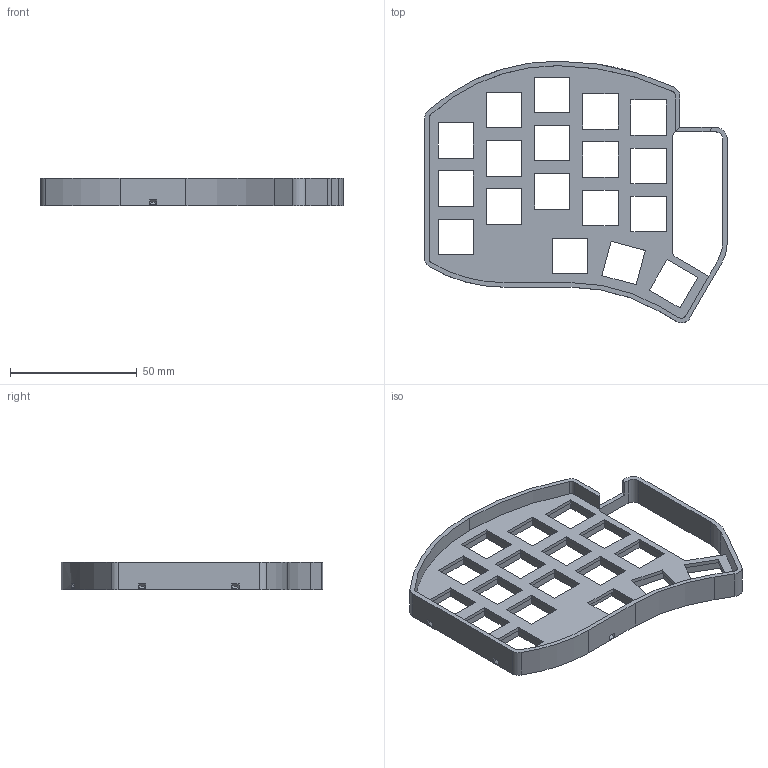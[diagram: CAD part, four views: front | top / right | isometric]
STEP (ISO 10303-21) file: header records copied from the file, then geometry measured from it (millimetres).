
FILE_DESCRIPTION(/* description */ (''),/* implementation_level */ '2;1');
FILE_NAME(/* name */ 'swoop v2 top.step',/* time_stamp */ '2023-03-22T21:00:09+08:00',/* author */ (''),/* organization */ (''),/* preprocessor_version */ 'ST-DEVELOPER v19.2',/* originating_system */ 'Autodesk Translation Framework v11.17.0.187',/* authorisation */ '');
FILE_SCHEMA (('AUTOMOTIVE_DESIGN { 1 0 10303 214 3 1 1 }'));
Length unit declared in the file: millimetre
Products named in the file (2): swoop v2; top case
Assembly tree (1 placements, depth 2):
  swoop v2
    top case
Bounding box: 119.63 x 103.39 x 11 mm (x, y, z)
Volume: 26144.8 mm3; surface area: 23221.5 mm2
Topology: 1 solids, 1 shells, 246 faces, 657 edges, 437 vertices
Faces by surface type: plane 221, cylinder 25
Entity records: 7681 total; most frequent: CARTESIAN_POINT 1343, ORIENTED_EDGE 1314, DIRECTION 1210, EDGE_CURVE 657, LINE 602, VECTOR 602, VERTEX_POINT 437, EDGE_LOOP 308
